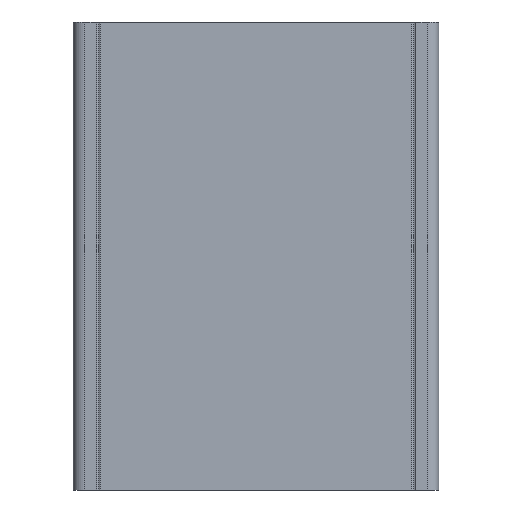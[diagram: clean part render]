
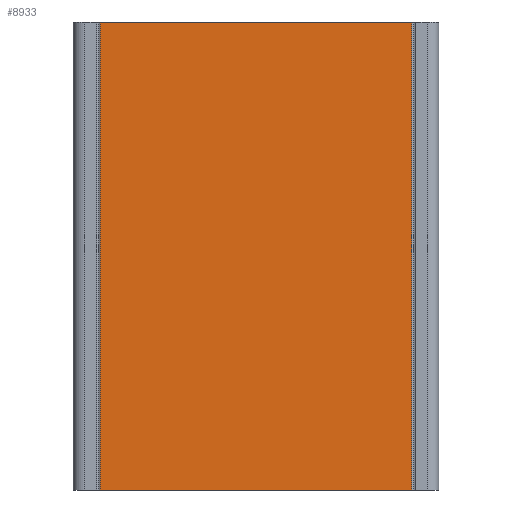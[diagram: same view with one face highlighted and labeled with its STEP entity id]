
A CAD part, front view. The second image highlights one B-rep face of the part: STEP entity #8933.
In plain terms, the highlighted planar face has unit normal (0, -1, 0).
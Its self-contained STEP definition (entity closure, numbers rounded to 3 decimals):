
#8875=CARTESIAN_POINT('',(76.016,0.,160.0));
#8876=VERTEX_POINT('',#8875);
#8884=CARTESIAN_POINT('',(76.016,0.,0.0));
#8885=VERTEX_POINT('',#8884);
#8886=CARTESIAN_POINT('',(76.016,0.,0.0));
#8887=DIRECTION('',(0.0,0.0,1.0));
#8888=VECTOR('',#8887,160.0);
#8889=LINE('',#8886,#8888);
#8890=EDGE_CURVE('',#8885,#8876,#8889,.T.);
#8903=CARTESIAN_POINT('',(76.016,0.,0.0));
#8904=DIRECTION('',(0.0,-1.0,0.0));
#8905=DIRECTION('',(0.0,0.0,-1.0));
#8906=AXIS2_PLACEMENT_3D('',#8903,#8904,#8905);
#8907=PLANE('',#8906);
#8908=CARTESIAN_POINT('',(-30.516,0.,160.0));
#8909=VERTEX_POINT('',#8908);
#8910=CARTESIAN_POINT('',(76.016,0.,160.0));
#8911=DIRECTION('',(-1.0,0.0,0.0));
#8912=VECTOR('',#8911,106.531);
#8913=LINE('',#8910,#8912);
#8914=EDGE_CURVE('',#8876,#8909,#8913,.T.);
#8915=ORIENTED_EDGE('',*,*,#8914,.T.);
#8916=CARTESIAN_POINT('',(-30.516,0.,0.0));
#8917=VERTEX_POINT('',#8916);
#8918=CARTESIAN_POINT('',(-30.516,0.,0.0));
#8919=DIRECTION('',(0.0,0.0,1.0));
#8920=VECTOR('',#8919,160.0);
#8921=LINE('',#8918,#8920);
#8922=EDGE_CURVE('',#8917,#8909,#8921,.T.);
#8923=ORIENTED_EDGE('',*,*,#8922,.F.);
#8924=CARTESIAN_POINT('',(76.016,0.,0.0));
#8925=DIRECTION('',(-1.0,0.0,0.0));
#8926=VECTOR('',#8925,106.531);
#8927=LINE('',#8924,#8926);
#8928=EDGE_CURVE('',#8885,#8917,#8927,.T.);
#8929=ORIENTED_EDGE('',*,*,#8928,.F.);
#8930=ORIENTED_EDGE('',*,*,#8890,.T.);
#8931=EDGE_LOOP('',(#8915,#8923,#8929,#8930));
#8932=FACE_OUTER_BOUND('',#8931,.T.);
#8933=ADVANCED_FACE('',(#8932),#8907,.T.);
